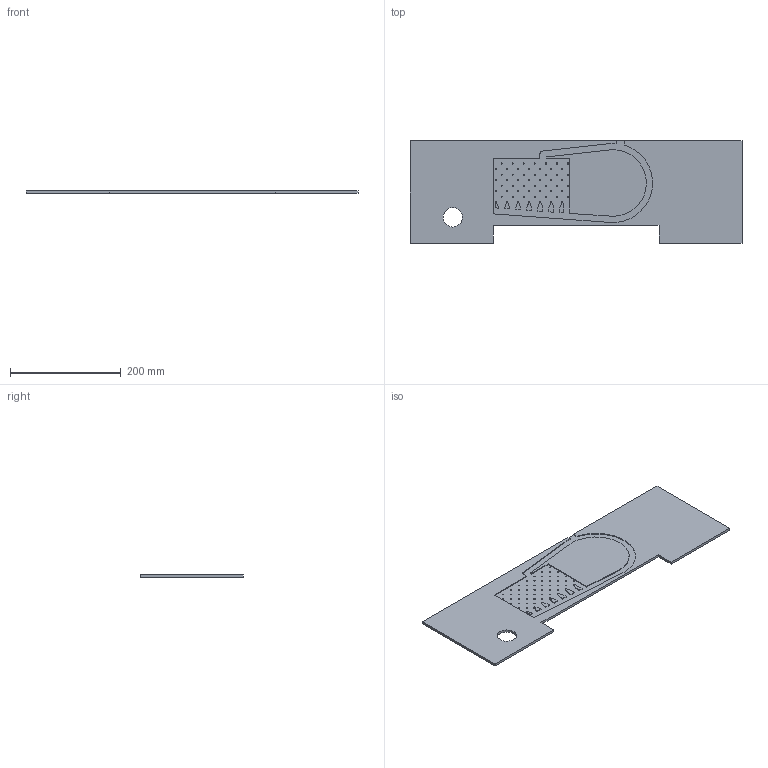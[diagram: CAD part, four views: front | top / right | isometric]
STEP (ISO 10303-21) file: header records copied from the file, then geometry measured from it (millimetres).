
FILE_DESCRIPTION(/* description */ (''),/* implementation_level */ '2;1');
FILE_NAME(/* name */ 'Coinpusher_Composant23 v1.step',/* time_stamp */ '2021-05-17T11:30:37+02:00',/* author */ (''),/* organization */ (''),/* preprocessor_version */ 'ST-DEVELOPER v18.1',/* originating_system */ 'Autodesk Translation Framework v10.6.0.1341',/* authorisation */ '');
FILE_SCHEMA (('AUTOMOTIVE_DESIGN { 1 0 10303 214 3 1 1 }'));
Length unit declared in the file: millimetre
Products named in the file (1): Coinpusher_Composant23
Bounding box: 600 x 186 x 4.5 mm (x, y, z)
Volume: 425504.2 mm3; surface area: 212624.3 mm2
Topology: 1 solids, 1 shells, 130 faces, 360 edges, 240 vertices
Faces by surface type: plane 68, cylinder 61, bspline 1
Full cylindrical faces by diameter (mm): 2 x49
Entity records: 4434 total; most frequent: CARTESIAN_POINT 748, DIRECTION 744, ORIENTED_EDGE 720, EDGE_CURVE 360, AXIS2_PLACEMENT_3D 254, VERTEX_POINT 240, EDGE_LOOP 238, LINE 236
